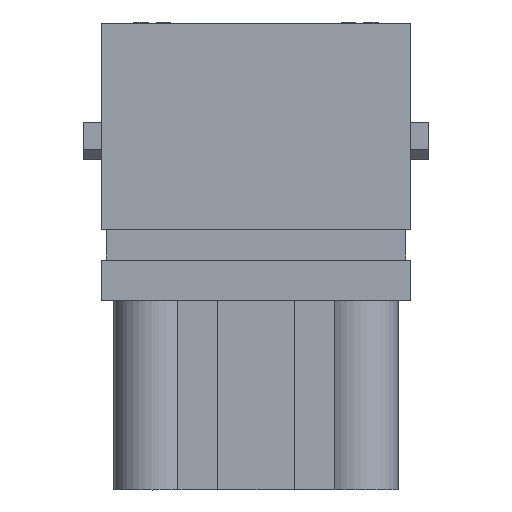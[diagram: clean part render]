
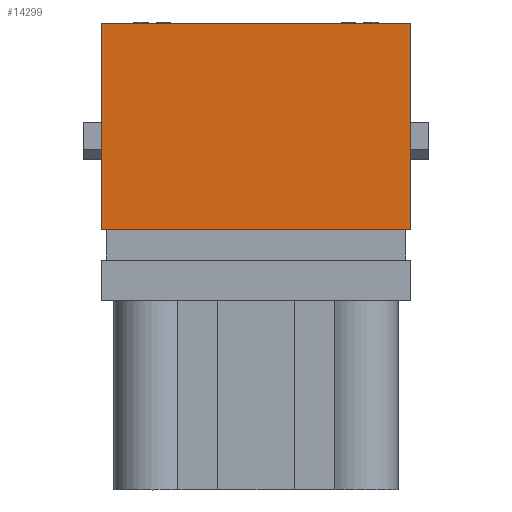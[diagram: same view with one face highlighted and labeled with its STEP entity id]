
A CAD part, left-side view. The second image highlights one B-rep face of the part: STEP entity #14299.
In plain terms, the highlighted planar face has unit normal (-1, 0, 0).
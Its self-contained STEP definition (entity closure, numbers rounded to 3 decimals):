
#14290=AXIS2_PLACEMENT_3D('Plane Axis2P3D',#14287,#14288,#14289) ;
#3945=CARTESIAN_POINT('Vertex',(0.,1.775,25.5)) ;
#3948=CARTESIAN_POINT('Line Origine',(0.,16.925,25.5)) ;
#3952=CARTESIAN_POINT('Vertex',(0.,32.075,25.5)) ;
#4033=CARTESIAN_POINT('Vertex',(0.,1.775,44.7)) ;
#4036=CARTESIAN_POINT('Line Origine',(0.,1.775,35.1)) ;
#4153=CARTESIAN_POINT('Line Origine',(0.,32.075,35.6)) ;
#4157=CARTESIAN_POINT('Vertex',(0.,32.075,45.7)) ;
#4277=CARTESIAN_POINT('Line Origine',(0.,1.775,45.2)) ;
#4281=CARTESIAN_POINT('Vertex',(0.,1.775,45.7)) ;
#14113=CARTESIAN_POINT('Line Origine',(0.,16.925,45.7)) ;
#14287=CARTESIAN_POINT('Axis2P3D Location',(0.,31.275,44.7)) ;
#3949=DIRECTION('Vector Direction',(0.,1.,0.)) ;
#4037=DIRECTION('Vector Direction',(0.,0.,-1.)) ;
#4154=DIRECTION('Vector Direction',(0.,0.,-1.)) ;
#4278=DIRECTION('Vector Direction',(0.,0.,1.)) ;
#14114=DIRECTION('Vector Direction',(0.,-1.,0.)) ;
#14288=DIRECTION('Axis2P3D Direction',(-1.,0.,0.)) ;
#14289=DIRECTION('Axis2P3D XDirection',(0.,-1.,0.)) ;
#3950=VECTOR('Line Direction',#3949,1.) ;
#4038=VECTOR('Line Direction',#4037,1.) ;
#4155=VECTOR('Line Direction',#4154,1.) ;
#4279=VECTOR('Line Direction',#4278,1.) ;
#14115=VECTOR('Line Direction',#14114,1.) ;
#14293=ORIENTED_EDGE('',*,*,#3954,.F.) ;
#14294=ORIENTED_EDGE('',*,*,#4040,.F.) ;
#14295=ORIENTED_EDGE('',*,*,#4283,.T.) ;
#14296=ORIENTED_EDGE('',*,*,#14117,.F.) ;
#14297=ORIENTED_EDGE('',*,*,#4159,.T.) ;
#14299=ADVANCED_FACE('Hauptk\X2\00F6\X0\rper',(#14298),#14291,.T.) ;
#3954=EDGE_CURVE('',#3946,#3953,#3951,.T.) ;
#4040=EDGE_CURVE('',#4034,#3946,#4039,.T.) ;
#4159=EDGE_CURVE('',#4158,#3953,#4156,.T.) ;
#4283=EDGE_CURVE('',#4034,#4282,#4280,.T.) ;
#14117=EDGE_CURVE('',#4158,#4282,#14116,.T.) ;
#14292=EDGE_LOOP('',(#14293,#14294,#14295,#14296,#14297)) ;
#14298=FACE_OUTER_BOUND('',#14292,.T.) ;
#3951=LINE('Line',#3948,#3950) ;
#4039=LINE('Line',#4036,#4038) ;
#4156=LINE('Line',#4153,#4155) ;
#4280=LINE('Line',#4277,#4279) ;
#14116=LINE('Line',#14113,#14115) ;
#14291=PLANE('',#14290) ;
#3946=VERTEX_POINT('',#3945) ;
#3953=VERTEX_POINT('',#3952) ;
#4034=VERTEX_POINT('',#4033) ;
#4158=VERTEX_POINT('',#4157) ;
#4282=VERTEX_POINT('',#4281) ;
